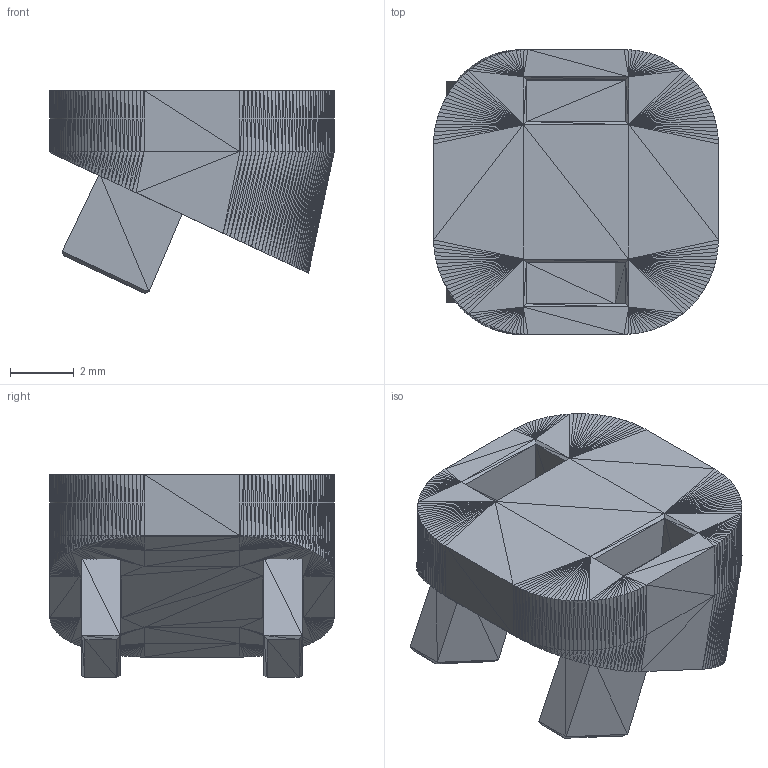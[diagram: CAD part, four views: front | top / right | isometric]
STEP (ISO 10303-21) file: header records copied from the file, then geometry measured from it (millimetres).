
FILE_DESCRIPTION(/* description */ (''),/* implementation_level */ '2;1');
FILE_NAME(/* name */ 'Untitled.step',/* time_stamp */ '2024-03-03T13:36:50+01:00',/* author */ (''),/* organization */ (''),/* preprocessor_version */ 'ST-DEVELOPER v20',/* originating_system */ 'Autodesk Translation Framework v12.14.0.127',/* authorisation */ '');
FILE_SCHEMA (('AUTOMOTIVE_DESIGN { 1 0 10303 214 3 1 1 }'));
Length unit declared in the file: millimetre
Products named in the file (1): (Unsaved)
Bounding box: 8.9 x 8.9 x 6.34 mm (x, y, z)
Volume: 270.1 mm3; surface area: 371.1 mm2
Topology: 3 solids, 3 shells, 1028 faces, 1542 edges, 520 vertices
Faces by surface type: plane 1028
Entity records: 20105 total; most frequent: DIRECTION 3600, CARTESIAN_POINT 3091, ORIENTED_EDGE 3084, LINE 1542, VECTOR 1542, EDGE_CURVE 1542, AXIS2_PLACEMENT_3D 1029, FACE_OUTER_BOUND 1028
